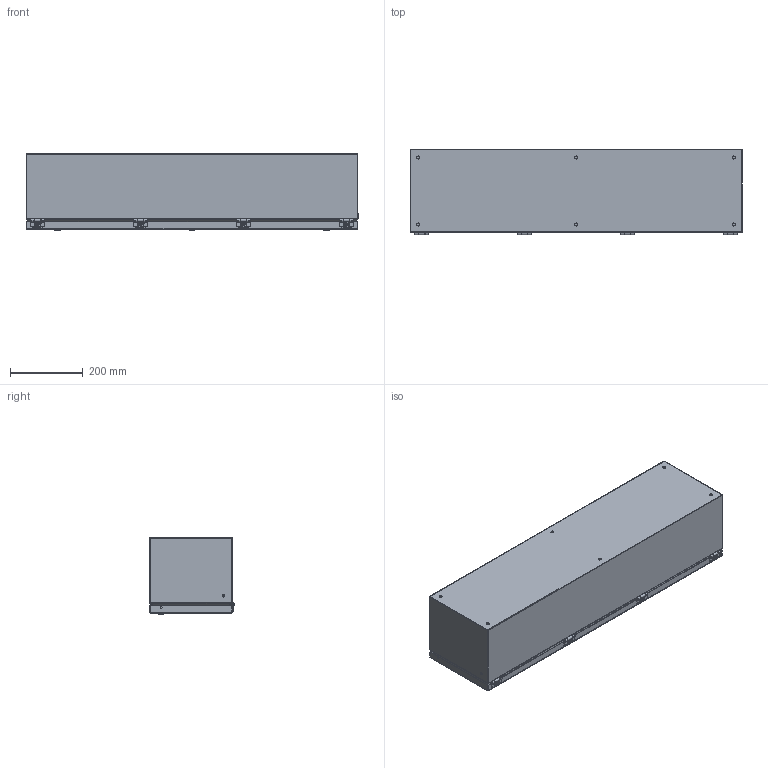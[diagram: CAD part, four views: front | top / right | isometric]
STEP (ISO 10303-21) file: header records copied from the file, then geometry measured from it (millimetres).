
FILE_DESCRIPTION (( 'STEP AP214' ), '1' );
FILE_NAME ('SCE-L9368ELJSS.STEP', '2022-04-30T16:13:50', ( '' ), ( '' ), 'SwSTEP 2.0', 'SolidWorks 2022', '' );
FILE_SCHEMA (( 'AUTOMOTIVE_DESIGN' ));
Length unit declared in the file: inch
Products named in the file (1): SCE-L9368ELJSS
Bounding box: 914.5 x 234.18 x 210.72 mm (x, y, z)
Volume: 1864473.6 mm3; surface area: 2316321.2 mm2
Topology: 55 solids, 55 shells, 2514 faces, 6221 edges, 3681 vertices
Faces by surface type: plane 1275, cylinder 642, bspline 526, cone 61, torus 5, sphere 5
Full cylindrical faces by diameter (mm): 3.81 x4, 3.962 x4, 4.013 x12, 4.166 x4, 4.42 x4, 4.763 x2, 4.775 x7, 4.826 x9, 5.08 x3, 5.537 x2, 6.058 x3, 6.35 x6, 6.463 x3, 6.502 x1, 6.604 x4, 6.756 x4, 6.824 x3, 7.112 x6, 7.167 x3, 7.216 x6, 7.874 x3, 8.28 x3, 8.89 x3, 9.474 x6, 10.922 x3, 11.684 x3, 12.065 x3, 16.002 x3, 20.018 x3
Entity records: 87883 total; most frequent: CARTESIAN_POINT 33508, ORIENTED_EDGE 11556, DIRECTION 9967, EDGE_CURVE 5778, VERTEX_POINT 3635, AXIS2_PLACEMENT_3D 3488, VECTOR 2991, LINE 2991
